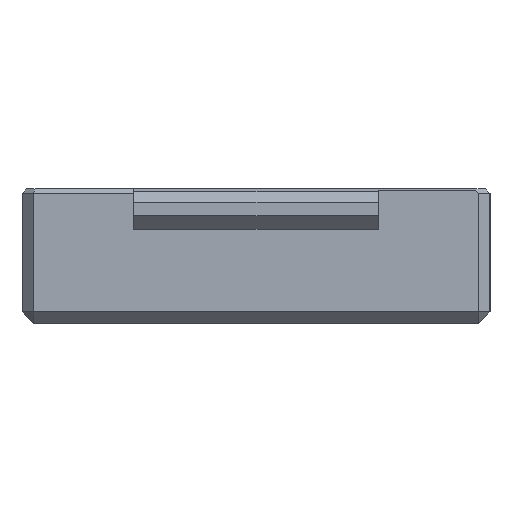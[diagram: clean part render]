
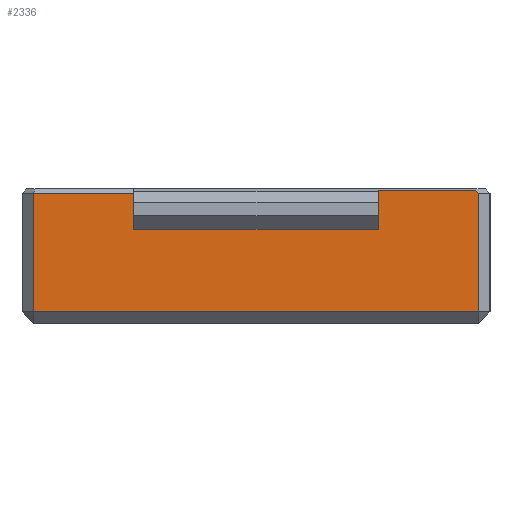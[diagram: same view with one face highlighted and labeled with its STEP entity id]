
A CAD part, left-side view. The second image highlights one B-rep face of the part: STEP entity #2336.
In plain terms, the highlighted planar face has unit normal (-1, 0, 0).
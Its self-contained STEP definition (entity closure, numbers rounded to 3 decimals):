
#42=FACE_OUTER_BOUND('',#189,.T.);
#189=EDGE_LOOP('',(#1571,#1572,#1573,#1574,#1575,#1576,#1577,#1578,#1579));
#360=LINE('',#3315,#689);
#372=LINE('',#3338,#701);
#374=LINE('',#3342,#703);
#375=LINE('',#3344,#704);
#376=LINE('',#3346,#705);
#377=LINE('',#3348,#706);
#378=LINE('',#3350,#707);
#379=LINE('',#3352,#708);
#380=LINE('',#3353,#709);
#689=VECTOR('',#2676,10.);
#701=VECTOR('',#2696,10.);
#703=VECTOR('',#2700,10.);
#704=VECTOR('',#2701,10.);
#705=VECTOR('',#2702,10.);
#706=VECTOR('',#2703,10.);
#707=VECTOR('',#2704,10.);
#708=VECTOR('',#2705,10.);
#709=VECTOR('',#2706,10.);
#1012=VERTEX_POINT('',#3312);
#1013=VERTEX_POINT('',#3314);
#1020=VERTEX_POINT('',#3337);
#1021=VERTEX_POINT('',#3341);
#1022=VERTEX_POINT('',#3343);
#1023=VERTEX_POINT('',#3345);
#1024=VERTEX_POINT('',#3347);
#1025=VERTEX_POINT('',#3349);
#1026=VERTEX_POINT('',#3351);
#1214=EDGE_CURVE('',#1012,#1013,#360,.T.);
#1226=EDGE_CURVE('',#1013,#1020,#372,.T.);
#1228=EDGE_CURVE('',#1021,#1012,#374,.T.);
#1229=EDGE_CURVE('',#1021,#1022,#375,.T.);
#1230=EDGE_CURVE('',#1022,#1023,#376,.T.);
#1231=EDGE_CURVE('',#1023,#1024,#377,.T.);
#1232=EDGE_CURVE('',#1025,#1024,#378,.T.);
#1233=EDGE_CURVE('',#1026,#1025,#379,.T.);
#1234=EDGE_CURVE('',#1020,#1026,#380,.T.);
#1571=ORIENTED_EDGE('',*,*,#1214,.F.);
#1572=ORIENTED_EDGE('',*,*,#1228,.F.);
#1573=ORIENTED_EDGE('',*,*,#1229,.T.);
#1574=ORIENTED_EDGE('',*,*,#1230,.T.);
#1575=ORIENTED_EDGE('',*,*,#1231,.T.);
#1576=ORIENTED_EDGE('',*,*,#1232,.F.);
#1577=ORIENTED_EDGE('',*,*,#1233,.F.);
#1578=ORIENTED_EDGE('',*,*,#1234,.F.);
#1579=ORIENTED_EDGE('',*,*,#1226,.F.);
#2189=PLANE('',#2498);
#2336=ADVANCED_FACE('',(#42),#2189,.T.);
#2498=AXIS2_PLACEMENT_3D('',#3340,#2698,#2699);
#2676=DIRECTION('',(0.,-0.816,-0.577));
#2696=DIRECTION('',(0.,0.,-1.));
#2698=DIRECTION('center_axis',(-1.,0.,0.));
#2699=DIRECTION('ref_axis',(0.,-1.,0.));
#2700=DIRECTION('',(0.,-1.,0.));
#2701=DIRECTION('',(0.,0.,-1.));
#2702=DIRECTION('',(0.,1.,0.));
#2703=DIRECTION('',(0.,0.,1.));
#2704=DIRECTION('',(0.,-1.,0.));
#2705=DIRECTION('',(0.,0.,1.));
#2706=DIRECTION('',(0.,1.,0.));
#3312=CARTESIAN_POINT('',(-2.8,-1.469,10.234));
#3314=CARTESIAN_POINT('',(-2.8,-1.8,10.));
#3315=CARTESIAN_POINT('',(-2.8,6.004,15.518));
#3337=CARTESIAN_POINT('',(-2.8,-1.8,-0.6));
#3338=CARTESIAN_POINT('',(-2.8,-1.8,0.));
#3340=CARTESIAN_POINT('Origin',(-2.8,39.,0.));
#3341=CARTESIAN_POINT('',(-2.8,7.2,10.234));
#3342=CARTESIAN_POINT('',(-2.8,25.825,10.234));
#3343=CARTESIAN_POINT('',(-2.8,7.2,6.8));
#3344=CARTESIAN_POINT('',(-2.8,7.2,4.3));
#3345=CARTESIAN_POINT('',(-2.8,29.,6.8));
#3346=CARTESIAN_POINT('',(-2.8,23.1,6.8));
#3347=CARTESIAN_POINT('',(-2.8,29.,10.));
#3348=CARTESIAN_POINT('',(-2.8,29.,4.3));
#3349=CARTESIAN_POINT('',(-2.8,38.,10.));
#3350=CARTESIAN_POINT('',(-2.8,28.55,10.));
#3351=CARTESIAN_POINT('',(-2.8,38.,-0.6));
#3352=CARTESIAN_POINT('',(-2.8,38.,0.));
#3353=CARTESIAN_POINT('',(-2.8,28.55,-0.6));
